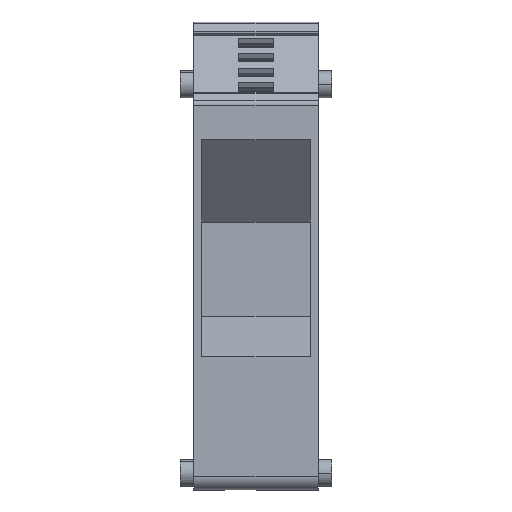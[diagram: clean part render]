
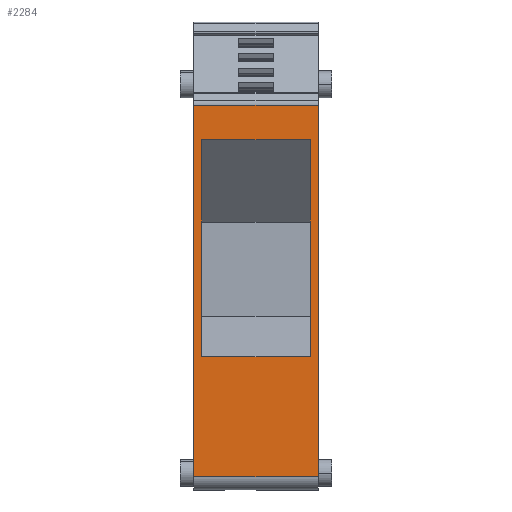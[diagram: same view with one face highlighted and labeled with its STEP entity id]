
A CAD part, front view. The second image highlights one B-rep face of the part: STEP entity #2284.
In plain terms, the highlighted planar face has unit normal (0, -1, 0).
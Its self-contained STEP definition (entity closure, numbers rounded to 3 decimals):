
#2230=AXIS2_PLACEMENT_3D('Plane Axis2P3D',#2227,#2228,#2229) ;
#965=CARTESIAN_POINT('Vertex',(20.5,0.,57.186)) ;
#968=CARTESIAN_POINT('Line Origine',(20.5,0.,29.593)) ;
#972=CARTESIAN_POINT('Vertex',(20.5,0.,2.)) ;
#2212=CARTESIAN_POINT('Vertex',(2.,0.,57.186)) ;
#2215=CARTESIAN_POINT('Line Origine',(16.015,0.,57.186)) ;
#2227=CARTESIAN_POINT('Axis2P3D Location',(11.25,0.,57.186)) ;
#2232=CARTESIAN_POINT('Line Origine',(11.25,0.,2.)) ;
#2236=CARTESIAN_POINT('Vertex',(2.,0.,2.)) ;
#2239=CARTESIAN_POINT('Line Origine',(2.,0.,29.593)) ;
#2250=CARTESIAN_POINT('Line Origine',(11.25,0.,52.1)) ;
#2254=CARTESIAN_POINT('Vertex',(19.3,0.,52.1)) ;
#2256=CARTESIAN_POINT('Vertex',(3.2,0.,52.1)) ;
#2259=CARTESIAN_POINT('Line Origine',(19.3,0.,35.973)) ;
#2263=CARTESIAN_POINT('Vertex',(19.3,0.,19.847)) ;
#2266=CARTESIAN_POINT('Line Origine',(11.25,0.,19.847)) ;
#2270=CARTESIAN_POINT('Vertex',(3.2,0.,19.847)) ;
#2273=CARTESIAN_POINT('Line Origine',(3.2,0.,35.973)) ;
#969=DIRECTION('Vector Direction',(0.,0.,-1.)) ;
#2216=DIRECTION('Vector Direction',(1.,0.,0.)) ;
#2228=DIRECTION('Axis2P3D Direction',(0.,1.,0.)) ;
#2229=DIRECTION('Axis2P3D XDirection',(0.,0.,-1.)) ;
#2233=DIRECTION('Vector Direction',(-1.,0.,0.)) ;
#2240=DIRECTION('Vector Direction',(0.,0.,-1.)) ;
#2251=DIRECTION('Vector Direction',(-1.,0.,0.)) ;
#2260=DIRECTION('Vector Direction',(0.,0.,-1.)) ;
#2267=DIRECTION('Vector Direction',(-1.,0.,0.)) ;
#2274=DIRECTION('Vector Direction',(0.,0.,1.)) ;
#970=VECTOR('Line Direction',#969,1.) ;
#2217=VECTOR('Line Direction',#2216,1.) ;
#2234=VECTOR('Line Direction',#2233,1.) ;
#2241=VECTOR('Line Direction',#2240,1.) ;
#2252=VECTOR('Line Direction',#2251,1.) ;
#2261=VECTOR('Line Direction',#2260,1.) ;
#2268=VECTOR('Line Direction',#2267,1.) ;
#2275=VECTOR('Line Direction',#2274,1.) ;
#2245=ORIENTED_EDGE('',*,*,#2238,.F.) ;
#2246=ORIENTED_EDGE('',*,*,#974,.F.) ;
#2247=ORIENTED_EDGE('',*,*,#2219,.T.) ;
#2248=ORIENTED_EDGE('',*,*,#2243,.F.) ;
#2279=ORIENTED_EDGE('',*,*,#2258,.F.) ;
#2280=ORIENTED_EDGE('',*,*,#2265,.T.) ;
#2281=ORIENTED_EDGE('',*,*,#2272,.T.) ;
#2282=ORIENTED_EDGE('',*,*,#2277,.T.) ;
#2283=FACE_BOUND('',#2278,.T.) ;
#2284=ADVANCED_FACE('KLTR',(#2249,#2283),#2231,.F.) ;
#974=EDGE_CURVE('',#966,#973,#971,.T.) ;
#2219=EDGE_CURVE('',#966,#2213,#2218,.F.) ;
#2238=EDGE_CURVE('',#973,#2237,#2235,.T.) ;
#2243=EDGE_CURVE('',#2237,#2213,#2242,.F.) ;
#2258=EDGE_CURVE('',#2255,#2257,#2253,.T.) ;
#2265=EDGE_CURVE('',#2255,#2264,#2262,.T.) ;
#2272=EDGE_CURVE('',#2264,#2271,#2269,.T.) ;
#2277=EDGE_CURVE('',#2271,#2257,#2276,.T.) ;
#2244=EDGE_LOOP('',(#2245,#2246,#2247,#2248)) ;
#2278=EDGE_LOOP('',(#2279,#2280,#2281,#2282)) ;
#2249=FACE_OUTER_BOUND('',#2244,.T.) ;
#971=LINE('Line',#968,#970) ;
#2218=LINE('Line',#2215,#2217) ;
#2235=LINE('Line',#2232,#2234) ;
#2242=LINE('Line',#2239,#2241) ;
#2253=LINE('Line',#2250,#2252) ;
#2262=LINE('Line',#2259,#2261) ;
#2269=LINE('Line',#2266,#2268) ;
#2276=LINE('Line',#2273,#2275) ;
#2231=PLANE('',#2230) ;
#966=VERTEX_POINT('',#965) ;
#973=VERTEX_POINT('',#972) ;
#2213=VERTEX_POINT('',#2212) ;
#2237=VERTEX_POINT('',#2236) ;
#2255=VERTEX_POINT('',#2254) ;
#2257=VERTEX_POINT('',#2256) ;
#2264=VERTEX_POINT('',#2263) ;
#2271=VERTEX_POINT('',#2270) ;
